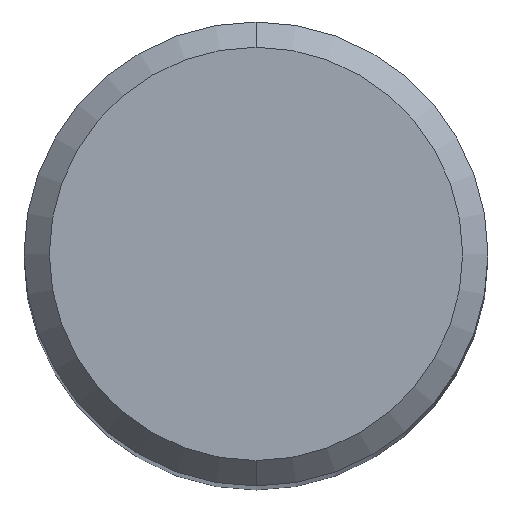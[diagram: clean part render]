
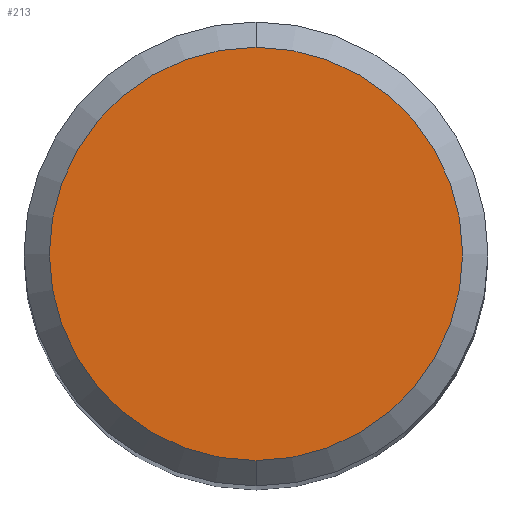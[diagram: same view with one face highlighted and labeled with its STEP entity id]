
A CAD part, top view. The second image highlights one B-rep face of the part: STEP entity #213.
In plain terms, the highlighted planar face has unit normal (0, 0, 1).
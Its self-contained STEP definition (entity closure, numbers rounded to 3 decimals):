
#213=ADVANCED_FACE('',(#507),#508,.T.);
#247=VERTEX_POINT('',#547);
#323=EDGE_CURVE('',#359,#247,#633,.T.);
#359=VERTEX_POINT('',#671);
#391=EDGE_CURVE('',#247,#359,#706,.T.);
#507=FACE_OUTER_BOUND('',#893,.T.);
#508=PLANE('',#894);
#547=CARTESIAN_POINT('',(0.,-4.9,54.48));
#633=CIRCLE('',#1133,4.9);
#671=CARTESIAN_POINT('',(0.0,4.9,54.48));
#706=CIRCLE('',#1318,4.9);
#893=EDGE_LOOP('',(#1460,#1461));
#894=AXIS2_PLACEMENT_3D('',#1462,#1463,#1464);
#1133=AXIS2_PLACEMENT_3D('',#1633,#1634,#1635);
#1318=AXIS2_PLACEMENT_3D('',#1685,#1686,#1687);
#1460=ORIENTED_EDGE('',*,*,#323,.F.);
#1461=ORIENTED_EDGE('',*,*,#391,.F.);
#1462=CARTESIAN_POINT('',(0.0,2.45,54.48));
#1463=DIRECTION('',(-0.0,0.0,1.0));
#1464=DIRECTION('',(0.0,-1.0,0.0));
#1633=CARTESIAN_POINT('',(0.0,0.0,54.48));
#1634=DIRECTION('',(0.0,0.0,-1.0));
#1635=DIRECTION('',(0.0,1.0,0.0));
#1685=CARTESIAN_POINT('',(0.0,0.0,54.48));
#1686=DIRECTION('',(0.0,0.0,-1.0));
#1687=DIRECTION('',(0.0,1.0,0.0));
